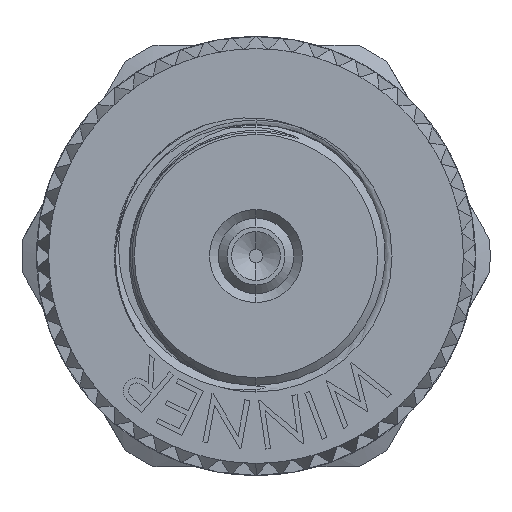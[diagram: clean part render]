
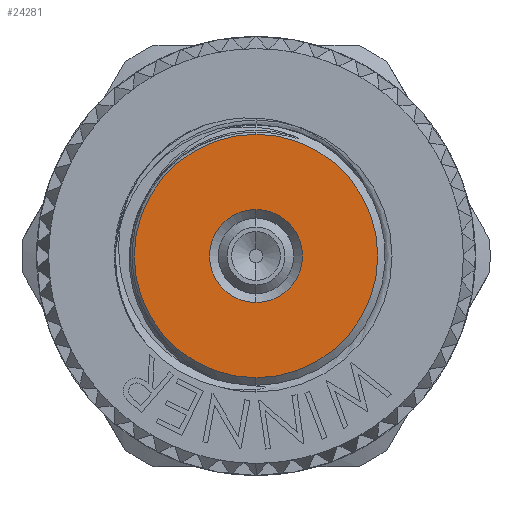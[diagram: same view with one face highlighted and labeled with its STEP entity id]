
A CAD part, left-side view. The second image highlights one B-rep face of the part: STEP entity #24281.
In plain terms, the highlighted planar face has unit normal (-1, 0, 0).
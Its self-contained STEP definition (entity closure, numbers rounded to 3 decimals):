
#287 = DIRECTION ( 'NONE',  ( -1., 0., 0. ) ) ;
#4744 = EDGE_LOOP ( 'NONE', ( #20588, #12295 ) ) ;
#5051 = FACE_BOUND ( 'NONE', #27041, .T. ) ;
#5061 = DIRECTION ( 'NONE',  ( 0., 0., 1. ) ) ;
#6120 = DIRECTION ( 'NONE',  ( -1., 0., 0. ) ) ;
#7529 = DIRECTION ( 'NONE',  ( 0., 0., 1. ) ) ;
#8797 = DIRECTION ( 'NONE',  ( 0., 0., 1. ) ) ;
#9713 = VERTEX_POINT ( 'NONE', #22932 ) ;
#11032 = DIRECTION ( 'NONE',  ( 0., 0., -1. ) ) ;
#11283 = PLANE ( 'NONE',  #34216 ) ;
#11303 = ORIENTED_EDGE ( 'NONE', *, *, #17103, .F. ) ;
#11684 = CARTESIAN_POINT ( 'NONE',  ( -77.35, 0., -6.935 ) ) ;
#12295 = ORIENTED_EDGE ( 'NONE', *, *, #20631, .T. ) ;
#15676 = ORIENTED_EDGE ( 'NONE', *, *, #26037, .F. ) ;
#15718 = AXIS2_PLACEMENT_3D ( 'NONE', #20363, #6120, #32083 ) ;
#16710 = CARTESIAN_POINT ( 'NONE',  ( -77.35, 0., -2.65 ) ) ;
#17058 = CARTESIAN_POINT ( 'NONE',  ( -77.35, 0., 0. ) ) ;
#17103 = EDGE_CURVE ( 'NONE', #26593, #32549, #31391, .T. ) ;
#17331 = CIRCLE ( 'NONE', #27562, 6.935 ) ;
#19226 = AXIS2_PLACEMENT_3D ( 'NONE', #30221, #30696, #7529 ) ;
#19292 = CARTESIAN_POINT ( 'NONE',  ( -77.35, 0., 0. ) ) ;
#20287 = VERTEX_POINT ( 'NONE', #11684 ) ;
#20363 = CARTESIAN_POINT ( 'NONE',  ( -77.35, 0., 0. ) ) ;
#20588 = ORIENTED_EDGE ( 'NONE', *, *, #31977, .T. ) ;
#20631 = EDGE_CURVE ( 'NONE', #9713, #20287, #17331, .T. ) ;
#22932 = CARTESIAN_POINT ( 'NONE',  ( -77.35, 0., 6.935 ) ) ;
#23065 = CARTESIAN_POINT ( 'NONE',  ( -77.35, 0., 0. ) ) ;
#24281 = ADVANCED_FACE ( 'NONE', ( #36437, #5051 ), #11283, .F. ) ;
#25814 = DIRECTION ( 'NONE',  ( 1., 0., 0. ) ) ;
#25834 = CIRCLE ( 'NONE', #15718, 2.65 ) ;
#26037 = EDGE_CURVE ( 'NONE', #32549, #26593, #25834, .T. ) ;
#26593 = VERTEX_POINT ( 'NONE', #31631 ) ;
#27041 = EDGE_LOOP ( 'NONE', ( #11303, #15676 ) ) ;
#27562 = AXIS2_PLACEMENT_3D ( 'NONE', #19292, #30600, #5061 ) ;
#28272 = CIRCLE ( 'NONE', #19226, 6.935 ) ;
#30221 = CARTESIAN_POINT ( 'NONE',  ( -77.35, 0., 0. ) ) ;
#30600 = DIRECTION ( 'NONE',  ( -1., 0., 0. ) ) ;
#30696 = DIRECTION ( 'NONE',  ( -1., 0., 0. ) ) ;
#31391 = CIRCLE ( 'NONE', #37180, 2.65 ) ;
#31631 = CARTESIAN_POINT ( 'NONE',  ( -77.35, 0., 2.65 ) ) ;
#31977 = EDGE_CURVE ( 'NONE', #20287, #9713, #28272, .T. ) ;
#32083 = DIRECTION ( 'NONE',  ( 0., 0., 1. ) ) ;
#32549 = VERTEX_POINT ( 'NONE', #16710 ) ;
#34216 = AXIS2_PLACEMENT_3D ( 'NONE', #17058, #25814, #11032 ) ;
#36437 = FACE_OUTER_BOUND ( 'NONE', #4744, .T. ) ;
#37180 = AXIS2_PLACEMENT_3D ( 'NONE', #23065, #287, #8797 ) ;
